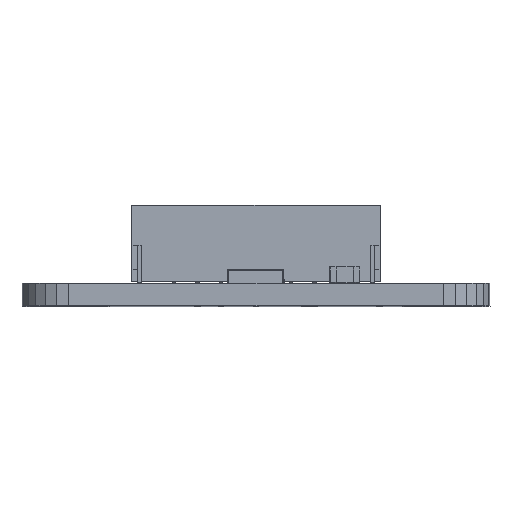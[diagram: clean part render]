
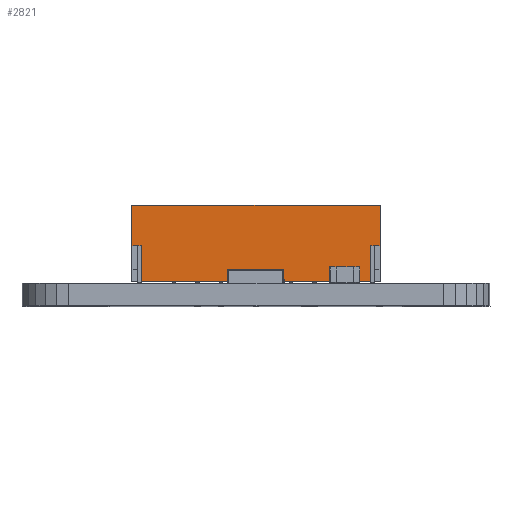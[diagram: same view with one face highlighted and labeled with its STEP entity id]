
A CAD part, top view. The second image highlights one B-rep face of the part: STEP entity #2821.
In plain terms, the highlighted face is planar.
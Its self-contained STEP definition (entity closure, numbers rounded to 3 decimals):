
#26 = CARTESIAN_POINT ( 'NONE',  ( 6.625, -5.87, 4.2 ) ) ;
#162 = DIRECTION ( 'NONE',  ( 0., 0., 1. ) ) ;
#724 = LINE ( 'NONE', #12241, #11766 ) ;
#1211 = VERTEX_POINT ( 'NONE', #10404 ) ;
#1380 = LINE ( 'NONE', #6893, #20112 ) ;
#1518 = CARTESIAN_POINT ( 'NONE',  ( 6.125, -5.87, 2.05 ) ) ;
#1757 = CARTESIAN_POINT ( 'NONE',  ( -6.125, -5.87, 2.175 ) ) ;
#1785 = CARTESIAN_POINT ( 'NONE',  ( -6.625, -5.87, 2.05 ) ) ;
#1803 = LINE ( 'NONE', #1757, #19735 ) ;
#1823 = DIRECTION ( 'NONE',  ( 0., 0., -1. ) ) ;
#2131 = CARTESIAN_POINT ( 'NONE',  ( 6.625, -5.87, 2.175 ) ) ;
#2821 = ADVANCED_FACE ( 'NONE', ( #19715 ), #15340, .F. ) ;
#3498 = CARTESIAN_POINT ( 'NONE',  ( 6.625, -5.87, 4.2 ) ) ;
#4428 = LINE ( 'NONE', #26, #8959 ) ;
#5019 = EDGE_CURVE ( 'NONE', #20890, #5755, #1803, .T. ) ;
#5047 = EDGE_CURVE ( 'NONE', #16662, #10925, #724, .T. ) ;
#5324 = LINE ( 'NONE', #18039, #21866 ) ;
#5350 = CARTESIAN_POINT ( 'NONE',  ( -6.125, -5.87, 2.05 ) ) ;
#5396 = LINE ( 'NONE', #16006, #9154 ) ;
#5398 = DIRECTION ( 'NONE',  ( 1., 0., 0. ) ) ;
#5616 = DIRECTION ( 'NONE',  ( -1., 0., 0. ) ) ;
#5755 = VERTEX_POINT ( 'NONE', #5350 ) ;
#6285 = ORIENTED_EDGE ( 'NONE', *, *, #5019, .F. ) ;
#6893 = CARTESIAN_POINT ( 'NONE',  ( 0., -5.87, 2.05 ) ) ;
#7209 = ORIENTED_EDGE ( 'NONE', *, *, #5047, .F. ) ;
#7290 = CARTESIAN_POINT ( 'NONE',  ( -6.325, -5.87, 2.05 ) ) ;
#7582 = ORIENTED_EDGE ( 'NONE', *, *, #20145, .F. ) ;
#8075 = VECTOR ( 'NONE', #11887, 1000. ) ;
#8326 = EDGE_CURVE ( 'NONE', #17562, #21170, #9527, .T. ) ;
#8510 = EDGE_CURVE ( 'NONE', #10925, #17985, #4428, .T. ) ;
#8581 = DIRECTION ( 'NONE',  ( 0., 0., 1. ) ) ;
#8789 = VECTOR ( 'NONE', #1823, 1000. ) ;
#8959 = VECTOR ( 'NONE', #5398, 1000. ) ;
#9154 = VECTOR ( 'NONE', #14145, 1000. ) ;
#9284 = VERTEX_POINT ( 'NONE', #1518 ) ;
#9298 = VECTOR ( 'NONE', #5616, 1000. ) ;
#9527 = LINE ( 'NONE', #16352, #18075 ) ;
#9606 = EDGE_CURVE ( 'NONE', #1211, #20890, #5396, .T. ) ;
#9859 = CARTESIAN_POINT ( 'NONE',  ( 6.625, -5.87, 4.2 ) ) ;
#9871 = CARTESIAN_POINT ( 'NONE',  ( 0., -5.87, 2.05 ) ) ;
#10404 = CARTESIAN_POINT ( 'NONE',  ( 6.125, -5.87, 0.15 ) ) ;
#10925 = VERTEX_POINT ( 'NONE', #21497 ) ;
#11726 = LINE ( 'NONE', #13941, #9298 ) ;
#11766 = VECTOR ( 'NONE', #8581, 1000. ) ;
#11887 = DIRECTION ( 'NONE',  ( -1., 0., 0. ) ) ;
#12108 = EDGE_CURVE ( 'NONE', #17985, #17562, #15014, .T. ) ;
#12191 = ORIENTED_EDGE ( 'NONE', *, *, #13365, .F. ) ;
#12241 = CARTESIAN_POINT ( 'NONE',  ( -6.625, -5.87, 2.175 ) ) ;
#12273 = AXIS2_PLACEMENT_3D ( 'NONE', #3498, #12378, #18958 ) ;
#12378 = DIRECTION ( 'NONE',  ( 0., 1., 0. ) ) ;
#12557 = ORIENTED_EDGE ( 'NONE', *, *, #16917, .F. ) ;
#13365 = EDGE_CURVE ( 'NONE', #5755, #19280, #11726, .T. ) ;
#13442 = LINE ( 'NONE', #9871, #8075 ) ;
#13941 = CARTESIAN_POINT ( 'NONE',  ( 0., -5.87, 2.05 ) ) ;
#14145 = DIRECTION ( 'NONE',  ( -1., 0., 0. ) ) ;
#14458 = CARTESIAN_POINT ( 'NONE',  ( 6.325, -5.87, 2.05 ) ) ;
#15014 = LINE ( 'NONE', #2131, #8789 ) ;
#15340 = PLANE ( 'NONE',  #12273 ) ;
#15482 = EDGE_CURVE ( 'NONE', #19280, #16662, #1380, .T. ) ;
#15659 = CARTESIAN_POINT ( 'NONE',  ( -6.125, -5.87, 0.15 ) ) ;
#16006 = CARTESIAN_POINT ( 'NONE',  ( 0., -5.87, 0.15 ) ) ;
#16126 = DIRECTION ( 'NONE',  ( -1., 0., 0. ) ) ;
#16352 = CARTESIAN_POINT ( 'NONE',  ( 0., -5.87, 2.05 ) ) ;
#16531 = ORIENTED_EDGE ( 'NONE', *, *, #9606, .F. ) ;
#16662 = VERTEX_POINT ( 'NONE', #1785 ) ;
#16917 = EDGE_CURVE ( 'NONE', #9284, #1211, #5324, .T. ) ;
#17255 = ORIENTED_EDGE ( 'NONE', *, *, #15482, .F. ) ;
#17562 = VERTEX_POINT ( 'NONE', #20789 ) ;
#17968 = DIRECTION ( 'NONE',  ( 0., 0., -1. ) ) ;
#17985 = VERTEX_POINT ( 'NONE', #9859 ) ;
#18039 = CARTESIAN_POINT ( 'NONE',  ( 6.125, -5.87, 2.175 ) ) ;
#18075 = VECTOR ( 'NONE', #16126, 1000. ) ;
#18829 = DIRECTION ( 'NONE',  ( -1., 0., 0. ) ) ;
#18958 = DIRECTION ( 'NONE',  ( 0., 0., -1. ) ) ;
#19280 = VERTEX_POINT ( 'NONE', #7290 ) ;
#19715 = FACE_OUTER_BOUND ( 'NONE', #20341, .T. ) ;
#19735 = VECTOR ( 'NONE', #162, 1000. ) ;
#20112 = VECTOR ( 'NONE', #18829, 1000. ) ;
#20145 = EDGE_CURVE ( 'NONE', #21170, #9284, #13442, .T. ) ;
#20341 = EDGE_LOOP ( 'NONE', ( #7582, #20822, #20621, #22027, #7209, #17255, #12191, #6285, #16531, #12557 ) ) ;
#20621 = ORIENTED_EDGE ( 'NONE', *, *, #12108, .F. ) ;
#20789 = CARTESIAN_POINT ( 'NONE',  ( 6.625, -5.87, 2.05 ) ) ;
#20822 = ORIENTED_EDGE ( 'NONE', *, *, #8326, .F. ) ;
#20890 = VERTEX_POINT ( 'NONE', #15659 ) ;
#21170 = VERTEX_POINT ( 'NONE', #14458 ) ;
#21497 = CARTESIAN_POINT ( 'NONE',  ( -6.625, -5.87, 4.2 ) ) ;
#21866 = VECTOR ( 'NONE', #17968, 1000. ) ;
#22027 = ORIENTED_EDGE ( 'NONE', *, *, #8510, .F. ) ;
